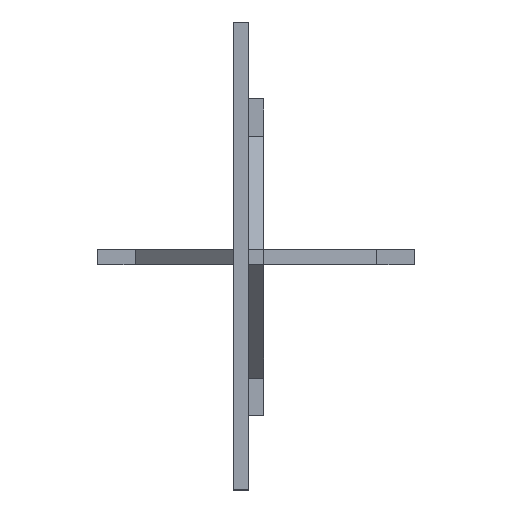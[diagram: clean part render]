
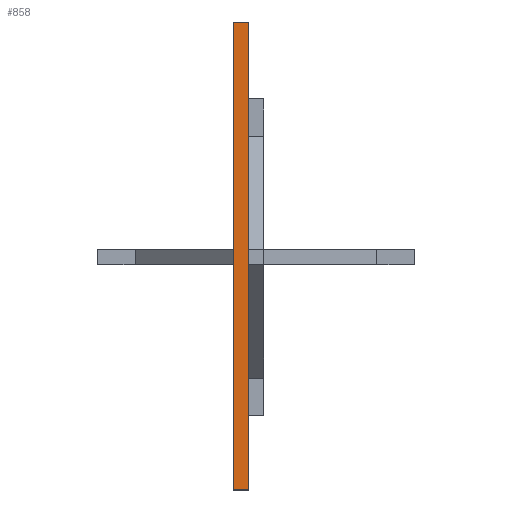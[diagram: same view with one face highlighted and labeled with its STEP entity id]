
A CAD part, top view. The second image highlights one B-rep face of the part: STEP entity #858.
In plain terms, the highlighted planar face has unit normal (0, 0, 1).
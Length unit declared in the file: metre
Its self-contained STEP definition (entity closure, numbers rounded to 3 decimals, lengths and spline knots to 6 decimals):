
#52=FACE_OUTER_BOUND('',#98,.T.);
#98=EDGE_LOOP('',(#715,#716,#717,#718));
#216=LINE('',#1354,#336);
#218=LINE('',#1358,#338);
#219=LINE('',#1360,#339);
#220=LINE('',#1361,#340);
#336=VECTOR('',#1112,0.01);
#338=VECTOR('',#1116,0.01);
#339=VECTOR('',#1117,0.01);
#340=VECTOR('',#1118,0.01);
#411=VERTEX_POINT('',#1351);
#412=VERTEX_POINT('',#1353);
#413=VERTEX_POINT('',#1357);
#414=VERTEX_POINT('',#1359);
#524=EDGE_CURVE('',#411,#412,#216,.T.);
#526=EDGE_CURVE('',#413,#411,#218,.T.);
#527=EDGE_CURVE('',#414,#413,#219,.T.);
#528=EDGE_CURVE('',#412,#414,#220,.T.);
#715=ORIENTED_EDGE('',*,*,#526,.F.);
#716=ORIENTED_EDGE('',*,*,#527,.F.);
#717=ORIENTED_EDGE('',*,*,#528,.F.);
#718=ORIENTED_EDGE('',*,*,#524,.F.);
#812=PLANE('',#918);
#858=ADVANCED_FACE('',(#52),#812,.T.);
#918=AXIS2_PLACEMENT_3D('',#1356,#1114,#1115);
#1112=DIRECTION('',(1.,0.,0.));
#1114=DIRECTION('center_axis',(0.,0.,1.));
#1115=DIRECTION('ref_axis',(-1.,0.,0.));
#1116=DIRECTION('',(0.,1.,0.));
#1117=DIRECTION('',(-1.,0.,0.));
#1118=DIRECTION('',(0.,-1.,0.));
#1351=CARTESIAN_POINT('',(-0.03,0.31,1.02));
#1353=CARTESIAN_POINT('',(-0.01,0.31,1.02));
#1354=CARTESIAN_POINT('',(-0.01,0.31,1.02));
#1356=CARTESIAN_POINT('Origin',(-0.01,-0.01,
1.02));
#1357=CARTESIAN_POINT('',(-0.03,-0.31,1.02));
#1358=CARTESIAN_POINT('',(-0.03,-0.01,1.02));
#1359=CARTESIAN_POINT('',(-0.01,-0.31,1.02));
#1360=CARTESIAN_POINT('',(-0.01,-0.31,1.02));
#1361=CARTESIAN_POINT('',(-0.01,-0.01,1.02));
